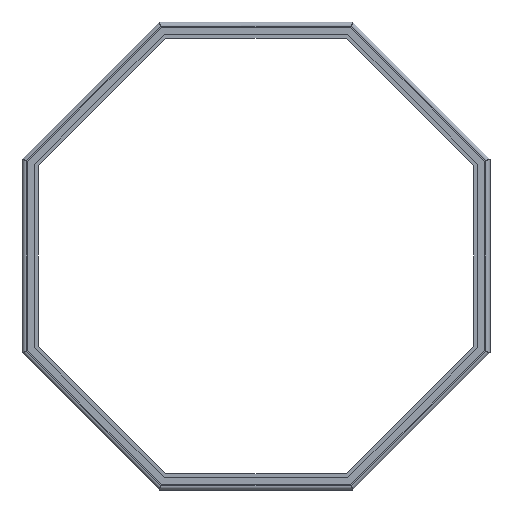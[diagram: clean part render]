
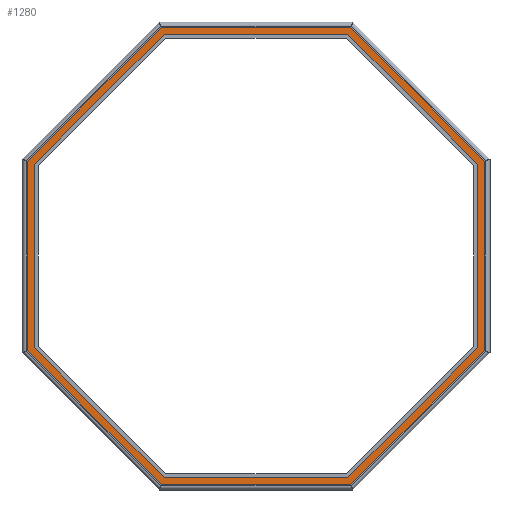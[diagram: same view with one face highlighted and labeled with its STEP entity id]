
A CAD part, front view. The second image highlights one B-rep face of the part: STEP entity #1280.
In plain terms, the highlighted planar face has unit normal (0, -1, 0).
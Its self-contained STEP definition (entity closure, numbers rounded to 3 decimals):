
#20=FACE_BOUND('',#218,.T.);
#72=PLANE('',#1389);
#142=FACE_OUTER_BOUND('',#217,.T.);
#217=EDGE_LOOP('',(#1173,#1174,#1175,#1176,#1177,#1178,#1179,#1180));
#218=EDGE_LOOP('',(#1181,#1182,#1183,#1184,#1185,#1186,#1187,#1188));
#365=LINE('',#2021,#525);
#368=LINE('',#2026,#528);
#370=LINE('',#2030,#530);
#372=LINE('',#2034,#532);
#374=LINE('',#2038,#534);
#376=LINE('',#2042,#536);
#378=LINE('',#2046,#538);
#379=LINE('',#2048,#539);
#381=LINE('',#2053,#541);
#384=LINE('',#2058,#544);
#386=LINE('',#2062,#546);
#388=LINE('',#2066,#548);
#390=LINE('',#2070,#550);
#392=LINE('',#2074,#552);
#394=LINE('',#2078,#554);
#395=LINE('',#2080,#555);
#525=VECTOR('',#1658,10.);
#528=VECTOR('',#1663,10.);
#530=VECTOR('',#1667,10.);
#532=VECTOR('',#1671,10.);
#534=VECTOR('',#1675,10.);
#536=VECTOR('',#1679,10.);
#538=VECTOR('',#1683,10.);
#539=VECTOR('',#1686,10.);
#541=VECTOR('',#1690,10.);
#544=VECTOR('',#1695,10.);
#546=VECTOR('',#1699,10.);
#548=VECTOR('',#1703,10.);
#550=VECTOR('',#1707,10.);
#552=VECTOR('',#1711,10.);
#554=VECTOR('',#1715,10.);
#555=VECTOR('',#1718,10.);
#653=VERTEX_POINT('',#2018);
#654=VERTEX_POINT('',#2020);
#655=VERTEX_POINT('',#2024);
#656=VERTEX_POINT('',#2028);
#657=VERTEX_POINT('',#2032);
#658=VERTEX_POINT('',#2036);
#659=VERTEX_POINT('',#2040);
#660=VERTEX_POINT('',#2044);
#661=VERTEX_POINT('',#2050);
#662=VERTEX_POINT('',#2052);
#663=VERTEX_POINT('',#2056);
#664=VERTEX_POINT('',#2060);
#665=VERTEX_POINT('',#2064);
#666=VERTEX_POINT('',#2068);
#667=VERTEX_POINT('',#2072);
#668=VERTEX_POINT('',#2076);
#813=EDGE_CURVE('',#653,#654,#365,.T.);
#816=EDGE_CURVE('',#655,#653,#368,.T.);
#818=EDGE_CURVE('',#656,#655,#370,.T.);
#820=EDGE_CURVE('',#657,#656,#372,.T.);
#822=EDGE_CURVE('',#658,#657,#374,.T.);
#824=EDGE_CURVE('',#659,#658,#376,.T.);
#826=EDGE_CURVE('',#660,#659,#378,.T.);
#827=EDGE_CURVE('',#654,#660,#379,.T.);
#829=EDGE_CURVE('',#661,#662,#381,.T.);
#832=EDGE_CURVE('',#663,#661,#384,.T.);
#834=EDGE_CURVE('',#664,#663,#386,.T.);
#836=EDGE_CURVE('',#665,#664,#388,.T.);
#838=EDGE_CURVE('',#666,#665,#390,.T.);
#840=EDGE_CURVE('',#667,#666,#392,.T.);
#842=EDGE_CURVE('',#668,#667,#394,.T.);
#843=EDGE_CURVE('',#662,#668,#395,.T.);
#1173=ORIENTED_EDGE('',*,*,#843,.F.);
#1174=ORIENTED_EDGE('',*,*,#829,.F.);
#1175=ORIENTED_EDGE('',*,*,#832,.F.);
#1176=ORIENTED_EDGE('',*,*,#834,.F.);
#1177=ORIENTED_EDGE('',*,*,#836,.F.);
#1178=ORIENTED_EDGE('',*,*,#838,.F.);
#1179=ORIENTED_EDGE('',*,*,#840,.F.);
#1180=ORIENTED_EDGE('',*,*,#842,.F.);
#1181=ORIENTED_EDGE('',*,*,#820,.F.);
#1182=ORIENTED_EDGE('',*,*,#822,.F.);
#1183=ORIENTED_EDGE('',*,*,#824,.F.);
#1184=ORIENTED_EDGE('',*,*,#826,.F.);
#1185=ORIENTED_EDGE('',*,*,#827,.F.);
#1186=ORIENTED_EDGE('',*,*,#813,.F.);
#1187=ORIENTED_EDGE('',*,*,#816,.F.);
#1188=ORIENTED_EDGE('',*,*,#818,.F.);
#1280=ADVANCED_FACE('',(#142,#20),#72,.F.);
#1389=AXIS2_PLACEMENT_3D('',#2081,#1719,#1720);
#1658=DIRECTION('',(0.707,0.,-0.707));
#1663=DIRECTION('',(0.,0.,-1.));
#1667=DIRECTION('',(-0.707,0.,-0.707));
#1671=DIRECTION('',(-1.,0.,0.));
#1675=DIRECTION('',(-0.707,0.,0.707));
#1679=DIRECTION('',(0.,0.,1.));
#1683=DIRECTION('',(0.707,0.,0.707));
#1686=DIRECTION('',(1.,0.,0.));
#1690=DIRECTION('',(-0.707,0.,0.707));
#1695=DIRECTION('',(-1.,0.,0.));
#1699=DIRECTION('',(-0.707,0.,-0.707));
#1703=DIRECTION('',(0.,0.,-1.));
#1707=DIRECTION('',(0.707,0.,-0.707));
#1711=DIRECTION('',(1.,0.,0.));
#1715=DIRECTION('',(0.707,0.,0.707));
#1718=DIRECTION('',(0.,0.,1.));
#1719=DIRECTION('center_axis',(0.,1.,0.));
#1720=DIRECTION('ref_axis',(0.,0.,1.));
#2018=CARTESIAN_POINT('',(-64.784,3.4,-26.834));
#2020=CARTESIAN_POINT('',(-26.834,3.4,-64.784));
#2021=CARTESIAN_POINT('',(-26.834,3.4,-64.784));
#2024=CARTESIAN_POINT('',(-64.784,3.4,26.834));
#2026=CARTESIAN_POINT('',(-64.784,3.4,-26.834));
#2028=CARTESIAN_POINT('',(-26.834,3.4,64.784));
#2030=CARTESIAN_POINT('',(-64.784,3.4,26.834));
#2032=CARTESIAN_POINT('',(26.834,3.4,64.784));
#2034=CARTESIAN_POINT('',(-26.834,3.4,64.784));
#2036=CARTESIAN_POINT('',(64.784,3.4,26.834));
#2038=CARTESIAN_POINT('',(26.834,3.4,64.784));
#2040=CARTESIAN_POINT('',(64.784,3.4,-26.834));
#2042=CARTESIAN_POINT('',(64.784,3.4,26.834));
#2044=CARTESIAN_POINT('',(26.834,3.4,-64.784));
#2046=CARTESIAN_POINT('',(64.784,3.4,-26.834));
#2048=CARTESIAN_POINT('',(26.834,3.4,-64.784));
#2050=CARTESIAN_POINT('',(-27.663,3.4,-66.784));
#2052=CARTESIAN_POINT('',(-66.784,3.4,-27.663));
#2053=CARTESIAN_POINT('',(-66.784,3.4,-27.663));
#2056=CARTESIAN_POINT('',(27.663,3.4,-66.784));
#2058=CARTESIAN_POINT('',(-27.663,3.4,-66.784));
#2060=CARTESIAN_POINT('',(66.784,3.4,-27.663));
#2062=CARTESIAN_POINT('',(27.663,3.4,-66.784));
#2064=CARTESIAN_POINT('',(66.784,3.4,27.663));
#2066=CARTESIAN_POINT('',(66.784,3.4,-27.663));
#2068=CARTESIAN_POINT('',(27.663,3.4,66.784));
#2070=CARTESIAN_POINT('',(66.784,3.4,27.663));
#2072=CARTESIAN_POINT('',(-27.663,3.4,66.784));
#2074=CARTESIAN_POINT('',(27.663,3.4,66.784));
#2076=CARTESIAN_POINT('',(-66.784,3.4,27.663));
#2078=CARTESIAN_POINT('',(-27.663,3.4,66.784));
#2080=CARTESIAN_POINT('',(-66.784,3.4,27.663));
#2081=CARTESIAN_POINT('Origin',(0.,3.4,0.));
